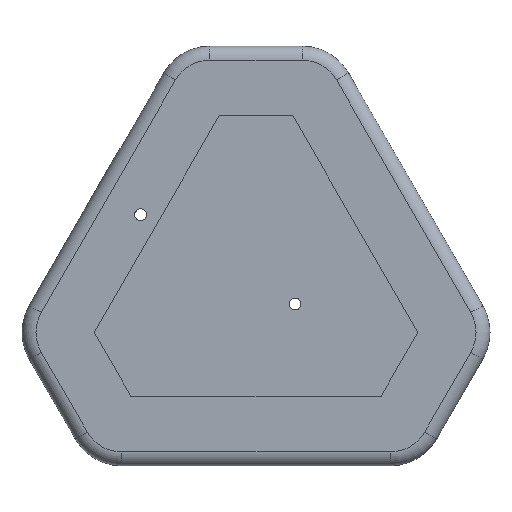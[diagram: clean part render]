
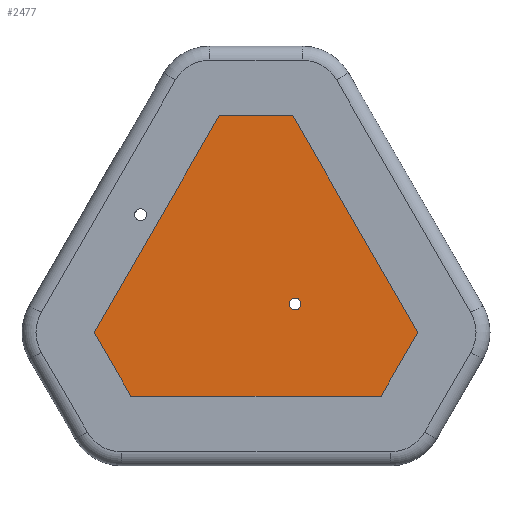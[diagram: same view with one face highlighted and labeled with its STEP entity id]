
A CAD part, front view. The second image highlights one B-rep face of the part: STEP entity #2477.
In plain terms, the highlighted planar face has unit normal (0, -1, 0).
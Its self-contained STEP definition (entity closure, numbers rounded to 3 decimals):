
#73 = ORIENTED_EDGE ( 'NONE', *, *, #834, .T. ) ;
#151 = LINE ( 'NONE', #592, #176 ) ;
#176 = VECTOR ( 'NONE', #351, 1000. ) ;
#182 = ORIENTED_EDGE ( 'NONE', *, *, #2149, .T. ) ;
#188 = LINE ( 'NONE', #908, #2018 ) ;
#222 = AXIS2_PLACEMENT_3D ( 'NONE', #1424, #2375, #2132 ) ;
#253 = DIRECTION ( 'NONE',  ( 0., -1., 0. ) ) ;
#285 = CARTESIAN_POINT ( 'NONE',  ( -32.717, 0.5, 1.406 ) ) ;
#330 = CARTESIAN_POINT ( 'NONE',  ( -13.972, 0.5, 4.603 ) ) ;
#351 = DIRECTION ( 'NONE',  ( 0.5, 0., -0.866 ) ) ;
#361 = EDGE_CURVE ( 'NONE', #2871, #2209, #2438, .T. ) ;
#499 = LINE ( 'NONE', #1945, #780 ) ;
#592 = CARTESIAN_POINT ( 'NONE',  ( -32.717, 0.5, 1.406 ) ) ;
#611 = CARTESIAN_POINT ( 'NONE',  ( -13.972, 0.5, 4.053 ) ) ;
#631 = VECTOR ( 'NONE', #2238, 1000. ) ;
#659 = CARTESIAN_POINT ( 'NONE',  ( -21.052, 0.5, 21.611 ) ) ;
#660 = CARTESIAN_POINT ( 'NONE',  ( -14.184, 0.5, 21.611 ) ) ;
#697 = VERTEX_POINT ( 'NONE', #1943 ) ;
#716 = CARTESIAN_POINT ( 'NONE',  ( -5.953, 0.5, -4.542 ) ) ;
#780 = VECTOR ( 'NONE', #2192, 1000. ) ;
#834 = EDGE_CURVE ( 'NONE', #3026, #2090, #2047, .T. ) ;
#884 = VECTOR ( 'NONE', #1791, 1000. ) ;
#908 = CARTESIAN_POINT ( 'NONE',  ( -2.519, 0.5, 1.406 ) ) ;
#924 = CARTESIAN_POINT ( 'NONE',  ( -14.184, 0.5, 21.611 ) ) ;
#936 = FACE_OUTER_BOUND ( 'NONE', #2985, .T. ) ;
#950 = CARTESIAN_POINT ( 'NONE',  ( -13.972, 0.5, 4.053 ) ) ;
#1068 = DIRECTION ( 'NONE',  ( 0., 0., -1. ) ) ;
#1206 = ORIENTED_EDGE ( 'NONE', *, *, #1940, .T. ) ;
#1392 = PLANE ( 'NONE',  #222 ) ;
#1395 = VERTEX_POINT ( 'NONE', #924 ) ;
#1424 = CARTESIAN_POINT ( 'NONE',  ( 0., 0.5, 0. ) ) ;
#1469 = CARTESIAN_POINT ( 'NONE',  ( -21.052, 0.5, 21.611 ) ) ;
#1506 = VERTEX_POINT ( 'NONE', #330 ) ;
#1508 = ORIENTED_EDGE ( 'NONE', *, *, #2478, .T. ) ;
#1542 = ORIENTED_EDGE ( 'NONE', *, *, #2482, .T. ) ;
#1609 = AXIS2_PLACEMENT_3D ( 'NONE', #611, #2765, #1068 ) ;
#1622 = CARTESIAN_POINT ( 'NONE',  ( -2.519, 0.5, 1.406 ) ) ;
#1645 = VECTOR ( 'NONE', #2193, 1000. ) ;
#1784 = EDGE_LOOP ( 'NONE', ( #2570, #1826 ) ) ;
#1791 = DIRECTION ( 'NONE',  ( 0.5, 0., 0.866 ) ) ;
#1826 = ORIENTED_EDGE ( 'NONE', *, *, #2687, .F. ) ;
#1884 = DIRECTION ( 'NONE',  ( -0.5, 0., 0.866 ) ) ;
#1918 = CIRCLE ( 'NONE', #3162, 0.55 ) ;
#1940 = EDGE_CURVE ( 'NONE', #2209, #2868, #151, .T. ) ;
#1943 = CARTESIAN_POINT ( 'NONE',  ( -13.972, 0.5, 3.503 ) ) ;
#1945 = CARTESIAN_POINT ( 'NONE',  ( -29.283, 0.5, -4.542 ) ) ;
#2018 = VECTOR ( 'NONE', #1884, 1000. ) ;
#2047 = LINE ( 'NONE', #3029, #884 ) ;
#2090 = VERTEX_POINT ( 'NONE', #1622 ) ;
#2132 = DIRECTION ( 'NONE',  ( 0., 0., -1. ) ) ;
#2149 = EDGE_CURVE ( 'NONE', #2868, #3026, #499, .T. ) ;
#2192 = DIRECTION ( 'NONE',  ( 1., 0., 0. ) ) ;
#2193 = DIRECTION ( 'NONE',  ( -0.5, 0., -0.866 ) ) ;
#2209 = VERTEX_POINT ( 'NONE', #285 ) ;
#2213 = DIRECTION ( 'NONE',  ( 0., 0., -1. ) ) ;
#2238 = DIRECTION ( 'NONE',  ( -1., 0., 0. ) ) ;
#2375 = DIRECTION ( 'NONE',  ( 0., -1., 0. ) ) ;
#2438 = LINE ( 'NONE', #1469, #1645 ) ;
#2477 = ADVANCED_FACE ( 'NONE', ( #3144, #936 ), #1392, .T. ) ;
#2478 = EDGE_CURVE ( 'NONE', #2090, #1395, #188, .T. ) ;
#2482 = EDGE_CURVE ( 'NONE', #1395, #2871, #2861, .T. ) ;
#2534 = CIRCLE ( 'NONE', #1609, 0.55 ) ;
#2570 = ORIENTED_EDGE ( 'NONE', *, *, #3059, .F. ) ;
#2633 = CARTESIAN_POINT ( 'NONE',  ( -29.283, 0.5, -4.542 ) ) ;
#2687 = EDGE_CURVE ( 'NONE', #1506, #697, #2534, .T. ) ;
#2765 = DIRECTION ( 'NONE',  ( 0., -1., 0. ) ) ;
#2861 = LINE ( 'NONE', #660, #631 ) ;
#2868 = VERTEX_POINT ( 'NONE', #2633 ) ;
#2871 = VERTEX_POINT ( 'NONE', #659 ) ;
#2985 = EDGE_LOOP ( 'NONE', ( #1542, #3187, #1206, #182, #73, #1508 ) ) ;
#3026 = VERTEX_POINT ( 'NONE', #716 ) ;
#3029 = CARTESIAN_POINT ( 'NONE',  ( -5.953, 0.5, -4.542 ) ) ;
#3059 = EDGE_CURVE ( 'NONE', #697, #1506, #1918, .T. ) ;
#3144 = FACE_BOUND ( 'NONE', #1784, .T. ) ;
#3162 = AXIS2_PLACEMENT_3D ( 'NONE', #950, #253, #2213 ) ;
#3187 = ORIENTED_EDGE ( 'NONE', *, *, #361, .T. ) ;
